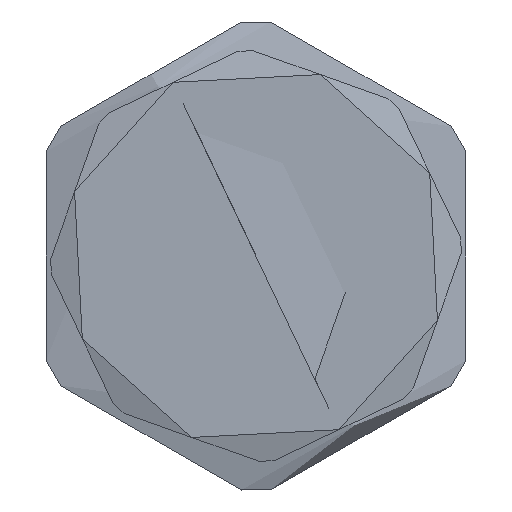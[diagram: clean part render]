
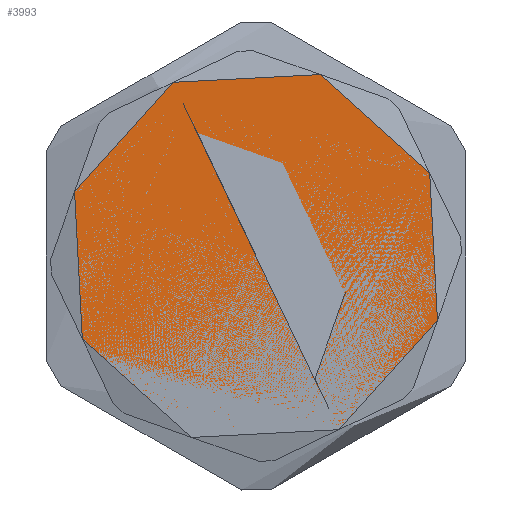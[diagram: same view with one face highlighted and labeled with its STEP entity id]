
A CAD part, left-side view. The second image highlights one B-rep face of the part: STEP entity #3993.
In plain terms, the highlighted free-form (B-spline) face has degree [1, 1] with [2, 2] control points.
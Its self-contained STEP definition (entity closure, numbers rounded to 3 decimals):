
#3000 = VERTEX_POINT('',#3001);
#3001 = CARTESIAN_POINT('',(19.445,22.,-19.445));
#3054 = VERTEX_POINT('',#3055);
#3055 = CARTESIAN_POINT('',(19.445,22.,19.445));
#3093 = VERTEX_POINT('',#3094);
#3094 = CARTESIAN_POINT('',(-19.445,22.,19.445));
#3147 = VERTEX_POINT('',#3148);
#3148 = CARTESIAN_POINT('',(-19.445,22.,-19.445));
#3199 = VERTEX_POINT('',#3200);
#3200 = CARTESIAN_POINT('',(-27.5,22.,0.));
#3255 = VERTEX_POINT('',#3256);
#3256 = CARTESIAN_POINT('',(0.,22.,27.5));
#3324 = VERTEX_POINT('',#3325);
#3325 = CARTESIAN_POINT('',(27.5,22.,0.));
#3363 = VERTEX_POINT('',#3364);
#3364 = CARTESIAN_POINT('',(0.,22.,-27.5));
#3415 = EDGE_CURVE('',#3000,#3363,#3416,.T.);
#3416 = ( BOUNDED_CURVE() B_SPLINE_CURVE(2,(#3417,#3418,#3419),
.UNSPECIFIED.,.F.,.F.) B_SPLINE_CURVE_WITH_KNOTS((3,3),(3.927,
4.712),.PIECEWISE_BEZIER_KNOTS.) CURVE() 
GEOMETRIC_REPRESENTATION_ITEM() RATIONAL_B_SPLINE_CURVE((1.,
0.924,1.)) REPRESENTATION_ITEM('') );
#3417 = CARTESIAN_POINT('',(19.445,22.,-19.445));
#3418 = CARTESIAN_POINT('',(11.391,22.,-27.5));
#3419 = CARTESIAN_POINT('',(0.,22.,-27.5));
#3439 = EDGE_CURVE('',#3054,#3324,#3440,.T.);
#3440 = ( BOUNDED_CURVE() B_SPLINE_CURVE(2,(#3441,#3442,#3443),
.UNSPECIFIED.,.F.,.F.) B_SPLINE_CURVE_WITH_KNOTS((3,3),(2.356,
3.142),.PIECEWISE_BEZIER_KNOTS.) CURVE() 
GEOMETRIC_REPRESENTATION_ITEM() RATIONAL_B_SPLINE_CURVE((1.,
0.924,1.)) REPRESENTATION_ITEM('') );
#3441 = CARTESIAN_POINT('',(19.445,22.,19.445));
#3442 = CARTESIAN_POINT('',(27.5,22.,11.391));
#3443 = CARTESIAN_POINT('',(27.5,22.,0.));
#3470 = EDGE_CURVE('',#3363,#3147,#3471,.T.);
#3471 = ( BOUNDED_CURVE() B_SPLINE_CURVE(2,(#3472,#3473,#3474),
.UNSPECIFIED.,.F.,.F.) B_SPLINE_CURVE_WITH_KNOTS((3,3),(4.712,
5.498),.PIECEWISE_BEZIER_KNOTS.) CURVE() 
GEOMETRIC_REPRESENTATION_ITEM() RATIONAL_B_SPLINE_CURVE((1.,
0.924,1.)) REPRESENTATION_ITEM('') );
#3472 = CARTESIAN_POINT('',(0.,22.,-27.5));
#3473 = CARTESIAN_POINT('',(-11.391,22.,-27.5));
#3474 = CARTESIAN_POINT('',(-19.445,22.,-19.445));
#3487 = EDGE_CURVE('',#3147,#3199,#3488,.T.);
#3488 = ( BOUNDED_CURVE() B_SPLINE_CURVE(2,(#3489,#3490,#3491),
.UNSPECIFIED.,.F.,.F.) B_SPLINE_CURVE_WITH_KNOTS((3,3),(5.498,
6.283),.PIECEWISE_BEZIER_KNOTS.) CURVE() 
GEOMETRIC_REPRESENTATION_ITEM() RATIONAL_B_SPLINE_CURVE((1.,
0.924,1.)) REPRESENTATION_ITEM('') );
#3489 = CARTESIAN_POINT('',(-19.445,22.,-19.445));
#3490 = CARTESIAN_POINT('',(-27.5,22.,-11.391));
#3491 = CARTESIAN_POINT('',(-27.5,22.,0.));
#3518 = EDGE_CURVE('',#3199,#3093,#3519,.T.);
#3519 = ( BOUNDED_CURVE() B_SPLINE_CURVE(2,(#3520,#3521,#3522),
.UNSPECIFIED.,.F.,.F.) B_SPLINE_CURVE_WITH_KNOTS((3,3),(0.,
0.785),.PIECEWISE_BEZIER_KNOTS.) CURVE() 
GEOMETRIC_REPRESENTATION_ITEM() RATIONAL_B_SPLINE_CURVE((1.,
0.924,1.)) REPRESENTATION_ITEM('') );
#3520 = CARTESIAN_POINT('',(-27.5,22.,0.));
#3521 = CARTESIAN_POINT('',(-27.5,22.,11.391));
#3522 = CARTESIAN_POINT('',(-19.445,22.,19.445));
#3535 = EDGE_CURVE('',#3093,#3255,#3536,.T.);
#3536 = ( BOUNDED_CURVE() B_SPLINE_CURVE(2,(#3537,#3538,#3539),
.UNSPECIFIED.,.F.,.F.) B_SPLINE_CURVE_WITH_KNOTS((3,3),(0.785,
1.571),.PIECEWISE_BEZIER_KNOTS.) CURVE() 
GEOMETRIC_REPRESENTATION_ITEM() RATIONAL_B_SPLINE_CURVE((1.,
0.924,1.)) REPRESENTATION_ITEM('') );
#3537 = CARTESIAN_POINT('',(-19.445,22.,19.445));
#3538 = CARTESIAN_POINT('',(-11.391,22.,27.5));
#3539 = CARTESIAN_POINT('',(0.,22.,27.5));
#3566 = EDGE_CURVE('',#3255,#3054,#3567,.T.);
#3567 = ( BOUNDED_CURVE() B_SPLINE_CURVE(2,(#3568,#3569,#3570),
.UNSPECIFIED.,.F.,.F.) B_SPLINE_CURVE_WITH_KNOTS((3,3),(1.571,
2.356),.PIECEWISE_BEZIER_KNOTS.) CURVE() 
GEOMETRIC_REPRESENTATION_ITEM() RATIONAL_B_SPLINE_CURVE((1.,
0.924,1.)) REPRESENTATION_ITEM('') );
#3568 = CARTESIAN_POINT('',(0.,22.,27.5));
#3569 = CARTESIAN_POINT('',(11.391,22.,27.5));
#3570 = CARTESIAN_POINT('',(19.445,22.,19.445));
#3947 = EDGE_CURVE('',#3948,#3950,#3952,.T.);
#3948 = VERTEX_POINT('',#3949);
#3949 = CARTESIAN_POINT('',(-24.192,22.,0.));
#3950 = VERTEX_POINT('',#3951);
#3951 = CARTESIAN_POINT('',(24.192,22.,0.));
#3952 = ( BOUNDED_CURVE() B_SPLINE_CURVE(2,(#3953,#3954,#3955,#3956,
#3957),.UNSPECIFIED.,.F.,.F.) B_SPLINE_CURVE_WITH_KNOTS((3,2,3),(0.,
1.571,3.142),.UNSPECIFIED.) CURVE() 
GEOMETRIC_REPRESENTATION_ITEM() RATIONAL_B_SPLINE_CURVE((1.,
0.707,1.,0.707,1.)) REPRESENTATION_ITEM('') );
#3953 = CARTESIAN_POINT('',(-24.192,22.,0.));
#3954 = CARTESIAN_POINT('',(-24.192,22.,24.192));
#3955 = CARTESIAN_POINT('',(0.,22.,24.192));
#3956 = CARTESIAN_POINT('',(24.192,22.,24.192));
#3957 = CARTESIAN_POINT('',(24.192,22.,0.));
#3959 = EDGE_CURVE('',#3950,#3948,#3960,.T.);
#3960 = ( BOUNDED_CURVE() B_SPLINE_CURVE(2,(#3961,#3962,#3963,#3964,
#3965),.UNSPECIFIED.,.F.,.F.) B_SPLINE_CURVE_WITH_KNOTS((3,2,3),(
    3.142,4.712,6.283),
.PIECEWISE_BEZIER_KNOTS.) CURVE() GEOMETRIC_REPRESENTATION_ITEM() 
RATIONAL_B_SPLINE_CURVE((1.,0.707,1.,0.707,1.)) 
REPRESENTATION_ITEM('') );
#3961 = CARTESIAN_POINT('',(24.192,22.,0.));
#3962 = CARTESIAN_POINT('',(24.192,22.,-24.192));
#3963 = CARTESIAN_POINT('',(0.,22.,-24.192));
#3964 = CARTESIAN_POINT('',(-24.192,22.,-24.192));
#3965 = CARTESIAN_POINT('',(-24.192,22.,0.));
#3993 = ADVANCED_FACE('',(#3994,#4009),#4013,.T.);
#3994 = FACE_BOUND('',#3995,.T.);
#3995 = EDGE_LOOP('',(#3996,#3997,#3998,#3999,#4000,#4006,#4007,#4008));
#3996 = ORIENTED_EDGE('',*,*,#3518,.F.);
#3997 = ORIENTED_EDGE('',*,*,#3487,.F.);
#3998 = ORIENTED_EDGE('',*,*,#3470,.F.);
#3999 = ORIENTED_EDGE('',*,*,#3415,.F.);
#4000 = ORIENTED_EDGE('',*,*,#4001,.F.);
#4001 = EDGE_CURVE('',#3324,#3000,#4002,.T.);
#4002 = ( BOUNDED_CURVE() B_SPLINE_CURVE(2,(#4003,#4004,#4005),
.UNSPECIFIED.,.F.,.F.) B_SPLINE_CURVE_WITH_KNOTS((3,3),(3.142,
3.927),.PIECEWISE_BEZIER_KNOTS.) CURVE() 
GEOMETRIC_REPRESENTATION_ITEM() RATIONAL_B_SPLINE_CURVE((1.,
0.924,1.)) REPRESENTATION_ITEM('') );
#4003 = CARTESIAN_POINT('',(27.5,22.,0.));
#4004 = CARTESIAN_POINT('',(27.5,22.,-11.391));
#4005 = CARTESIAN_POINT('',(19.445,22.,-19.445));
#4006 = ORIENTED_EDGE('',*,*,#3439,.F.);
#4007 = ORIENTED_EDGE('',*,*,#3566,.F.);
#4008 = ORIENTED_EDGE('',*,*,#3535,.F.);
#4009 = FACE_BOUND('',#4010,.T.);
#4010 = EDGE_LOOP('',(#4011,#4012));
#4011 = ORIENTED_EDGE('',*,*,#3947,.T.);
#4012 = ORIENTED_EDGE('',*,*,#3959,.T.);
#4013 = B_SPLINE_SURFACE_WITH_KNOTS('',1,1,(
    (#4014,#4015)
    ,(#4016,#4017
  )),.UNSPECIFIED.,.F.,.F.,.F.,(2,2),(2,2),(-2.751,2.751),(
    -0.166,5.336),.PIECEWISE_BEZIER_KNOTS.);
#4014 = CARTESIAN_POINT('',(-27.51,22.,27.51));
#4015 = CARTESIAN_POINT('',(27.51,22.,27.51));
#4016 = CARTESIAN_POINT('',(-27.51,22.,-27.51));
#4017 = CARTESIAN_POINT('',(27.51,22.,-27.51));
